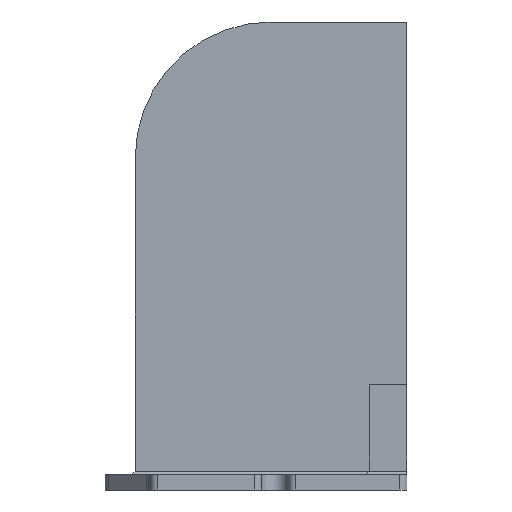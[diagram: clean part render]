
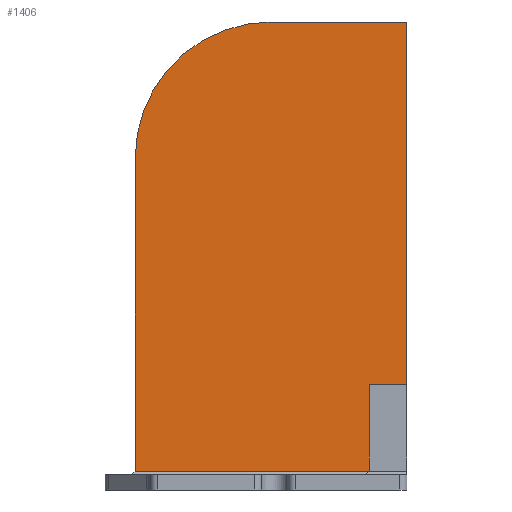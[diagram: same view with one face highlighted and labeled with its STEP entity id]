
A CAD part, left-side view. The second image highlights one B-rep face of the part: STEP entity #1406.
In plain terms, the highlighted planar face has unit normal (-1, 0, 0).
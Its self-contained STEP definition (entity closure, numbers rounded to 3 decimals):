
#66=CIRCLE('',#1524,18.);
#124=FACE_OUTER_BOUND('',#197,.T.);
#197=EDGE_LOOP('',(#1179,#1180,#1181,#1182,#1183,#1184,#1185));
#281=LINE('',#2076,#449);
#308=LINE('',#2158,#476);
#314=LINE('',#2170,#482);
#324=LINE('',#2188,#492);
#361=LINE('',#2285,#529);
#365=LINE('',#2293,#533);
#449=VECTOR('',#1663,10.);
#476=VECTOR('',#1728,10.);
#482=VECTOR('',#1740,10.);
#492=VECTOR('',#1754,10.);
#529=VECTOR('',#1859,10.);
#533=VECTOR('',#1865,10.);
#601=VERTEX_POINT('',#2062);
#605=VERTEX_POINT('',#2074);
#641=VERTEX_POINT('',#2157);
#644=VERTEX_POINT('',#2169);
#650=VERTEX_POINT('',#2186);
#676=VERTEX_POINT('',#2284);
#678=VERTEX_POINT('',#2290);
#756=EDGE_CURVE('',#601,#605,#281,.T.);
#797=EDGE_CURVE('',#601,#641,#308,.T.);
#803=EDGE_CURVE('',#605,#644,#314,.T.);
#813=EDGE_CURVE('',#644,#650,#324,.T.);
#862=EDGE_CURVE('',#641,#676,#361,.T.);
#866=EDGE_CURVE('',#678,#650,#365,.T.);
#868=EDGE_CURVE('',#678,#676,#66,.T.);
#1179=ORIENTED_EDGE('',*,*,#803,.T.);
#1180=ORIENTED_EDGE('',*,*,#813,.T.);
#1181=ORIENTED_EDGE('',*,*,#866,.F.);
#1182=ORIENTED_EDGE('',*,*,#868,.T.);
#1183=ORIENTED_EDGE('',*,*,#862,.F.);
#1184=ORIENTED_EDGE('',*,*,#797,.F.);
#1185=ORIENTED_EDGE('',*,*,#756,.T.);
#1339=PLANE('',#1523);
#1406=ADVANCED_FACE('',(#124),#1339,.T.);
#1523=AXIS2_PLACEMENT_3D('',#2295,#1867,#1868);
#1524=AXIS2_PLACEMENT_3D('',#2296,#1869,#1870);
#1663=DIRECTION('',(0.,0.,1.));
#1728=DIRECTION('',(0.,1.,0.));
#1740=DIRECTION('',(0.,-1.,0.));
#1754=DIRECTION('',(0.,0.,1.));
#1859=DIRECTION('',(0.,0.,1.));
#1865=DIRECTION('',(0.,-1.,0.));
#1867=DIRECTION('center_axis',(-1.,0.,0.));
#1868=DIRECTION('ref_axis',(0.,-1.,0.));
#1869=DIRECTION('center_axis',(-1.,0.,0.));
#1870=DIRECTION('ref_axis',(0.,1.,0.));
#2062=CARTESIAN_POINT('',(75.,5.,2.5));
#2074=CARTESIAN_POINT('',(75.,5.,14.));
#2076=CARTESIAN_POINT('',(75.,5.,8.));
#2157=CARTESIAN_POINT('',(75.,36.,2.5));
#2158=CARTESIAN_POINT('',(75.,28.,2.5));
#2169=CARTESIAN_POINT('',(75.,0.,14.));
#2170=CARTESIAN_POINT('',(75.,18.,14.));
#2186=CARTESIAN_POINT('',(75.,0.,62.));
#2188=CARTESIAN_POINT('',(75.,0.,2.));
#2284=CARTESIAN_POINT('',(75.,36.,44.));
#2285=CARTESIAN_POINT('',(75.,36.,2.));
#2290=CARTESIAN_POINT('',(75.,18.,62.));
#2293=CARTESIAN_POINT('',(75.,0.,62.));
#2295=CARTESIAN_POINT('Origin',(75.,36.,2.));
#2296=CARTESIAN_POINT('Origin',(75.,18.,44.));
